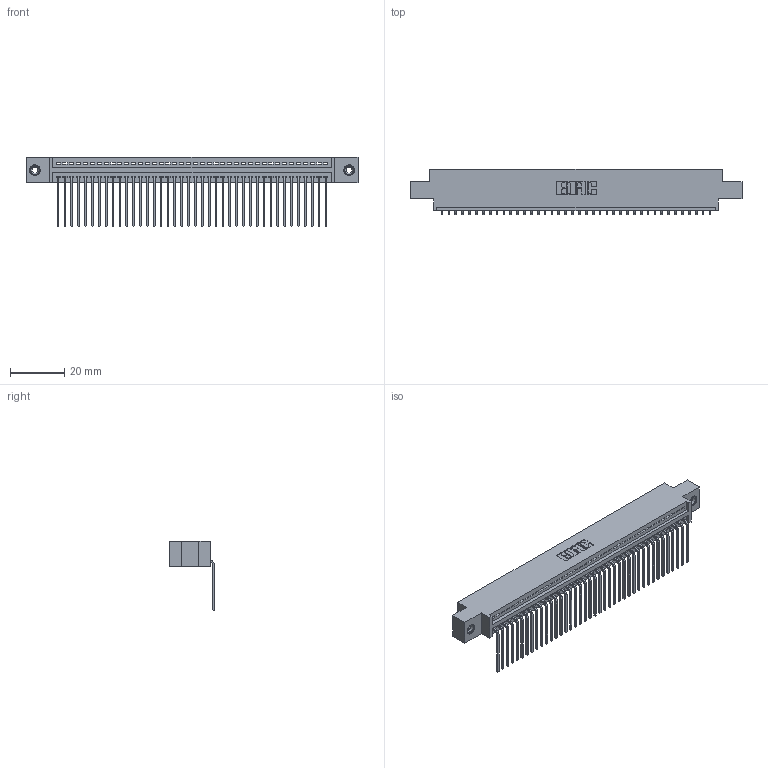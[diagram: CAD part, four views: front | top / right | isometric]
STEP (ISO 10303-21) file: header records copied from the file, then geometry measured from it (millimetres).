
FILE_DESCRIPTION (( 'STEP AP203' ), '1' );
FILE_NAME ('395-040-559-608.STEP', '2018-11-15T00:16:06', ( '' ), ( '' ), 'SwSTEP 2.0', 'SolidWorks 2016', '' );
FILE_SCHEMA (( 'CONFIG_CONTROL_DESIGN' ));
Length unit declared in the file: inch
Products named in the file (4): 395-040-559-608; 345-250-001_345-250-003-102; 345 Part_0.170 Offset - 0.156 Dia-TI; 345-292-001_558 559 Tail - 1
Assembly tree (43 placements, depth 2):
  395-040-559-608
    345 Part_0.170 Offset - 0.156 Dia-TI
    345-292-001_558 559 Tail - 1  x40
    345-250-001_345-250-003-102  x2
Bounding box: 122.81 x 16.75 x 25.53 mm (x, y, z)
Volume: 11661.5 mm3; surface area: 16398.7 mm2
Topology: 43 solids, 43 shells, 2590 faces, 7769 edges, 5118 vertices
Faces by surface type: plane 1796, cylinder 778, cone 12, torus 4
Entity records: 31776 total; most frequent: CARTESIAN_POINT 5487, ORIENTED_EDGE 5454, DIRECTION 4821, EDGE_CURVE 2727, LINE 2415, VECTOR 2415, VERTEX_POINT 1812, AXIS2_PLACEMENT_3D 1203
